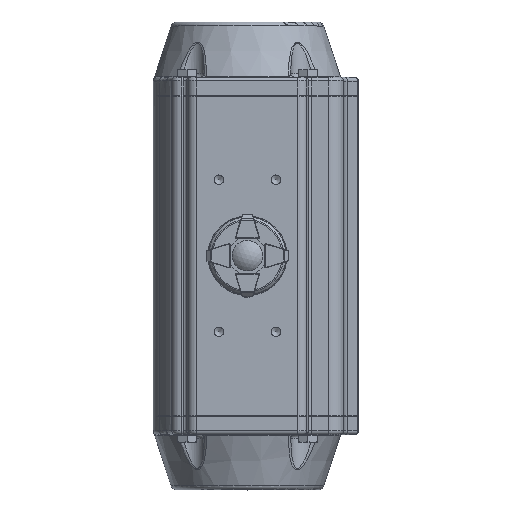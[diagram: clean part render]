
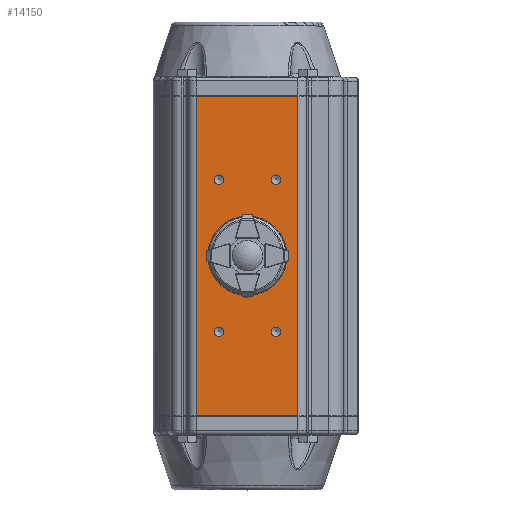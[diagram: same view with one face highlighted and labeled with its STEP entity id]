
A CAD part, top view. The second image highlights one B-rep face of the part: STEP entity #14150.
In plain terms, the highlighted face is planar.
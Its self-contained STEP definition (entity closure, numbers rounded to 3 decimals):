
#734=PLANE('',#15663);
#1341=CIRCLE('',#15016,2.5);
#1343=CIRCLE('',#15020,2.5);
#1345=CIRCLE('',#15024,2.5);
#1347=CIRCLE('',#15028,2.5);
#1367=CIRCLE('',#15066,17.3);
#5060=ORIENTED_EDGE('',*,*,#7127,.F.);
#5061=ORIENTED_EDGE('',*,*,#7180,.T.);
#5062=ORIENTED_EDGE('',*,*,#7129,.T.);
#5063=ORIENTED_EDGE('',*,*,#7181,.T.);
#5064=ORIENTED_EDGE('',*,*,#6362,.F.);
#5065=ORIENTED_EDGE('',*,*,#6360,.F.);
#5066=ORIENTED_EDGE('',*,*,#6358,.F.);
#5067=ORIENTED_EDGE('',*,*,#6356,.F.);
#5068=ORIENTED_EDGE('',*,*,#6382,.T.);
#6356=EDGE_CURVE('',#7917,#7917,#1341,.T.);
#6358=EDGE_CURVE('',#7920,#7920,#1343,.T.);
#6360=EDGE_CURVE('',#7923,#7923,#1345,.T.);
#6362=EDGE_CURVE('',#7926,#7926,#1347,.T.);
#6382=EDGE_CURVE('',#7954,#7954,#1367,.T.);
#7127=EDGE_CURVE('',#8440,#8441,#9189,.T.);
#7129=EDGE_CURVE('',#8442,#8443,#9190,.T.);
#7180=EDGE_CURVE('',#8440,#8442,#9239,.T.);
#7181=EDGE_CURVE('',#8443,#8441,#9240,.T.);
#7917=VERTEX_POINT('',#23589);
#7920=VERTEX_POINT('',#23596);
#7923=VERTEX_POINT('',#23603);
#7926=VERTEX_POINT('',#23610);
#7954=VERTEX_POINT('',#23676);
#8440=VERTEX_POINT('',#29911);
#8441=VERTEX_POINT('',#29913);
#8442=VERTEX_POINT('',#29917);
#8443=VERTEX_POINT('',#29918);
#9189=LINE('',#29912,#10014);
#9190=LINE('',#29916,#10015);
#9239=LINE('',#30021,#10064);
#9240=LINE('',#30022,#10065);
#10014=VECTOR('',#19187,1000.);
#10015=VECTOR('',#19192,1000.);
#10064=VECTOR('',#19285,1000.);
#10065=VECTOR('',#19286,1000.);
#11053=EDGE_LOOP('',(#5060,#5061,#5062,#5063));
#11054=EDGE_LOOP('',(#5064));
#11055=EDGE_LOOP('',(#5065));
#11056=EDGE_LOOP('',(#5066));
#11057=EDGE_LOOP('',(#5067));
#11058=EDGE_LOOP('',(#5068));
#12072=FACE_BOUND('',#11053,.T.);
#12073=FACE_BOUND('',#11054,.T.);
#12074=FACE_BOUND('',#11055,.T.);
#12075=FACE_BOUND('',#11056,.T.);
#12076=FACE_BOUND('',#11057,.T.);
#12077=FACE_BOUND('',#11058,.T.);
#14150=ADVANCED_FACE('',(#12072,#12073,#12074,#12075,#12076,#12077),#734,
 .F.);
#15016=AXIS2_PLACEMENT_3D('',#23588,#17687,#17688);
#15020=AXIS2_PLACEMENT_3D('',#23595,#17695,#17696);
#15024=AXIS2_PLACEMENT_3D('',#23602,#17703,#17704);
#15028=AXIS2_PLACEMENT_3D('',#23609,#17711,#17712);
#15066=AXIS2_PLACEMENT_3D('',#23675,#17787,#17788);
#15663=AXIS2_PLACEMENT_3D('',#30020,#19283,#19284);
#17687=DIRECTION('',(0.,1.,0.));
#17688=DIRECTION('',(0.,0.,1.));
#17695=DIRECTION('',(0.,1.,0.));
#17696=DIRECTION('',(0.,0.,1.));
#17703=DIRECTION('',(0.,1.,0.));
#17704=DIRECTION('',(0.,0.,1.));
#17711=DIRECTION('',(0.,1.,0.));
#17712=DIRECTION('',(0.,0.,1.));
#17787=DIRECTION('',(0.,-1.,0.));
#17788=DIRECTION('',(-1.,0.,0.));
#19187=DIRECTION('',(0.,0.,-1.));
#19192=DIRECTION('',(0.,0.,-1.));
#19283=DIRECTION('',(0.,-1.,0.));
#19284=DIRECTION('',(-1.,0.,0.));
#19285=DIRECTION('',(1.,0.,0.));
#19286=DIRECTION('',(-1.,0.,0.));
#23588=CARTESIAN_POINT('',(15.,58.,40.));
#23589=CARTESIAN_POINT('',(15.,58.,42.5));
#23595=CARTESIAN_POINT('',(-15.,58.,40.));
#23596=CARTESIAN_POINT('',(-15.,58.,42.5));
#23602=CARTESIAN_POINT('',(15.,58.,-40.));
#23603=CARTESIAN_POINT('',(15.,58.,-37.5));
#23609=CARTESIAN_POINT('',(-15.,58.,-40.));
#23610=CARTESIAN_POINT('',(-15.,58.,-37.5));
#23675=CARTESIAN_POINT('',(0.,58.,0.));
#23676=CARTESIAN_POINT('',(-17.3,58.,0.));
#29911=CARTESIAN_POINT('',(-26.566,58.,84.));
#29912=CARTESIAN_POINT('',(-26.566,58.,84.5));
#29913=CARTESIAN_POINT('',(-26.566,58.,-84.));
#29916=CARTESIAN_POINT('',(26.566,58.,84.5));
#29917=CARTESIAN_POINT('',(26.566,58.,84.));
#29918=CARTESIAN_POINT('',(26.566,58.,-84.));
#30020=CARTESIAN_POINT('',(26.566,58.,84.5));
#30021=CARTESIAN_POINT('',(26.566,58.,84.));
#30022=CARTESIAN_POINT('',(26.566,58.,-84.));
